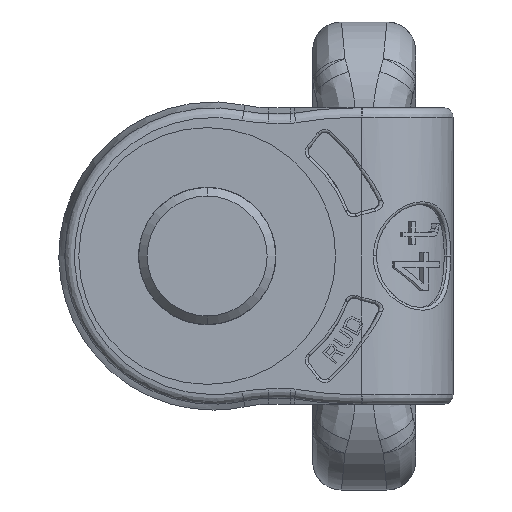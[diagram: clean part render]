
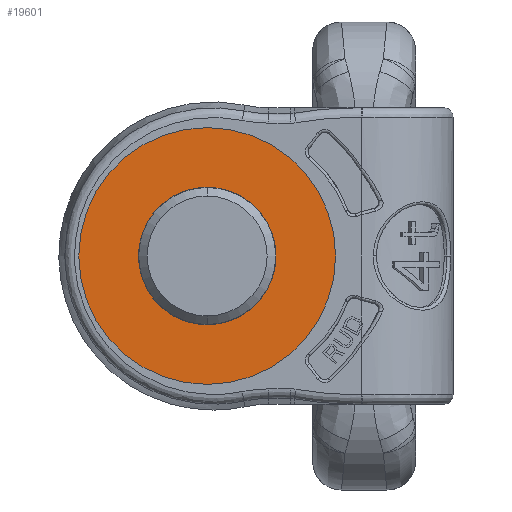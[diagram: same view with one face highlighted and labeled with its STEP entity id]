
A CAD part, front view. The second image highlights one B-rep face of the part: STEP entity #19601.
In plain terms, the highlighted planar face has unit normal (0, -1, 0).
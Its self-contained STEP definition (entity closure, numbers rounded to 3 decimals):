
#5597=CARTESIAN_POINT('',(-46.5,-14.3,0.));
#5598=DIRECTION('',(0.,1.,0.));
#5599=DIRECTION('',(-1.,0.,0.));
#5600=AXIS2_PLACEMENT_3D('',#5597,#5598,#5599);
#5602=CARTESIAN_POINT('',(-46.5,-14.3,0.));
#5603=DIRECTION('',(0.,-1.,0.));
#5604=DIRECTION('',(-1.,0.,0.));
#5605=AXIS2_PLACEMENT_3D('',#5602,#5603,#5604);
#5607=CARTESIAN_POINT('',(-46.5,-14.3,0.));
#5608=DIRECTION('',(0.,-1.,0.));
#5609=DIRECTION('',(0.,0.,1.));
#5610=AXIS2_PLACEMENT_3D('',#5607,#5608,#5609);
#5612=CARTESIAN_POINT('',(-46.5,-14.3,0.));
#5613=DIRECTION('',(0.,-1.,0.));
#5614=DIRECTION('',(0.,0.,-1.));
#5615=AXIS2_PLACEMENT_3D('',#5612,#5613,#5614);
#7536=CARTESIAN_POINT('',(-69.,-14.3,0.));
#7538=VERTEX_POINT('',#7536);
#7544=CARTESIAN_POINT('',(-24.,-14.3,0.));
#7546=VERTEX_POINT('',#7544);
#7567=CARTESIAN_POINT('',(-46.5,-14.3,12.05));
#7568=CARTESIAN_POINT('',(-46.5,-14.3,-12.05));
#7569=VERTEX_POINT('',#7567);
#7570=VERTEX_POINT('',#7568);
#19586=CARTESIAN_POINT('',(-46.5,-14.3,0.));
#19587=DIRECTION('',(0.,-1.,0.));
#19588=DIRECTION('',(-1.,0.,0.));
#19589=AXIS2_PLACEMENT_3D('',#19586,#19587,#19588);
#19590=PLANE('',#19589);
#19592=ORIENTED_EDGE('',*,*,#19591,.T.);
#19594=ORIENTED_EDGE('',*,*,#19593,.F.);
#19595=EDGE_LOOP('',(#19592,#19594));
#19596=FACE_OUTER_BOUND('',#19595,.F.);
#19597=ORIENTED_EDGE('',*,*,#19565,.T.);
#19598=ORIENTED_EDGE('',*,*,#19579,.T.);
#19599=EDGE_LOOP('',(#19597,#19598));
#19600=FACE_BOUND('',#19599,.F.);
#19601=ADVANCED_FACE('',(#19596,#19600),#19590,.T.);
#5601=CIRCLE('',#5600,22.5);
#5606=CIRCLE('',#5605,22.5);
#5611=CIRCLE('',#5610,12.05);
#5616=CIRCLE('',#5615,12.05);
#19565=EDGE_CURVE('',#7569,#7570,#5611,.T.);
#19579=EDGE_CURVE('',#7570,#7569,#5616,.T.);
#19591=EDGE_CURVE('',#7538,#7546,#5601,.T.);
#19593=EDGE_CURVE('',#7538,#7546,#5606,.T.);
